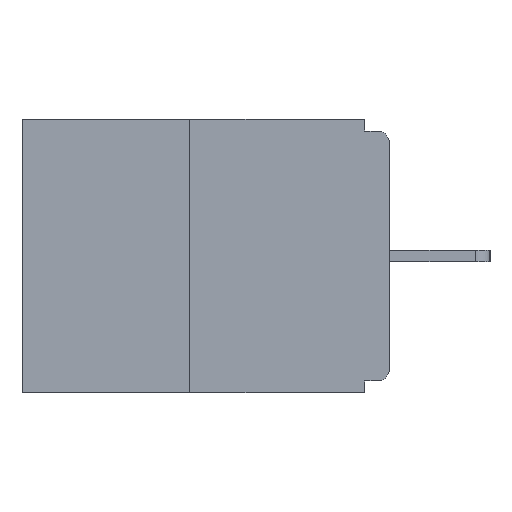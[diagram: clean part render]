
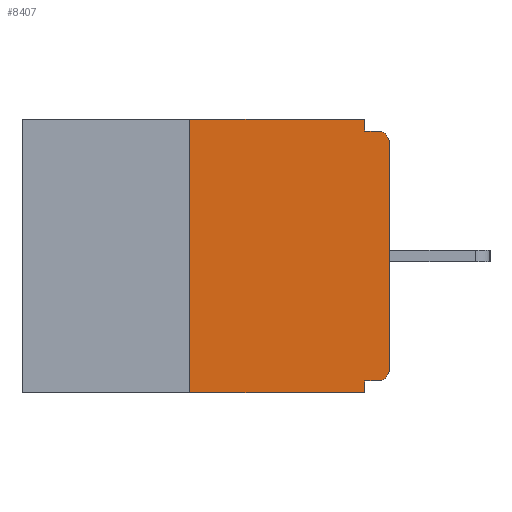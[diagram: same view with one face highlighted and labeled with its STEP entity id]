
A CAD part, left-side view. The second image highlights one B-rep face of the part: STEP entity #8407.
In plain terms, the highlighted planar face has unit normal (-1, 0, 0).
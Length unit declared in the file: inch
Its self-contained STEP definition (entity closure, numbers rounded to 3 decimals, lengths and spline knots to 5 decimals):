
#269 = EDGE_CURVE ( 'NONE', #3630, #13544, #8149, .T. ) ;
#619 = CARTESIAN_POINT ( 'NONE',  ( 0., 0., -0.313 ) ) ;
#1383 = LINE ( 'NONE', #8933, #13388 ) ;
#1847 = DIRECTION ( 'NONE',  ( 0., -1., 0. ) ) ;
#2411 = ORIENTED_EDGE ( 'NONE', *, *, #5615, .F. ) ;
#2520 = CARTESIAN_POINT ( 'NONE',  ( 0., 0., -0.015 ) ) ;
#2736 = EDGE_CURVE ( 'NONE', #16599, #12659, #14075, .T. ) ;
#2880 = DIRECTION ( 'NONE',  ( -1., 0., 0. ) ) ;
#3170 = EDGE_LOOP ( 'NONE', ( #14654, #14828, #15636, #15847, #2411, #3393, #3408, #4385, #6236, #6696 ) ) ;
#3393 = ORIENTED_EDGE ( 'NONE', *, *, #269, .T. ) ;
#3408 = ORIENTED_EDGE ( 'NONE', *, *, #17400, .T. ) ;
#3630 = VERTEX_POINT ( 'NONE', #17559 ) ;
#3863 = DIRECTION ( 'NONE',  ( 0., 0., -1. ) ) ;
#4029 = VERTEX_POINT ( 'NONE', #8667 ) ;
#4155 = CARTESIAN_POINT ( 'NONE',  ( 0., 0.031, -0.343 ) ) ;
#4222 = EDGE_CURVE ( 'NONE', #16599, #6829, #17339, .T. ) ;
#4279 = AXIS2_PLACEMENT_3D ( 'NONE', #8124, #17470, #9501 ) ;
#4385 = ORIENTED_EDGE ( 'NONE', *, *, #8306, .T. ) ;
#4412 = VECTOR ( 'NONE', #12985, 39.37008 ) ;
#4763 = EDGE_CURVE ( 'NONE', #6829, #10090, #11717, .T. ) ;
#4910 = CARTESIAN_POINT ( 'NONE',  ( 0., 0.46, 0. ) ) ;
#5374 = CIRCLE ( 'NONE', #4279, 0.015 ) ;
#5525 = CARTESIAN_POINT ( 'NONE',  ( 0., 0.015, -0.015 ) ) ;
#5527 = CARTESIAN_POINT ( 'NONE',  ( 0., 0.46, -0.343 ) ) ;
#5548 = DIRECTION ( 'NONE',  ( 0., 0., -1. ) ) ;
#5615 = EDGE_CURVE ( 'NONE', #3630, #11200, #1383, .T. ) ;
#5649 = CARTESIAN_POINT ( 'NONE',  ( 0., 0.031, -0.343 ) ) ;
#6236 = ORIENTED_EDGE ( 'NONE', *, *, #10084, .F. ) ;
#6330 = LINE ( 'NONE', #14293, #13146 ) ;
#6436 = VECTOR ( 'NONE', #5548, 39.37008 ) ;
#6696 = ORIENTED_EDGE ( 'NONE', *, *, #12761, .F. ) ;
#6829 = VERTEX_POINT ( 'NONE', #14325 ) ;
#7266 = LINE ( 'NONE', #11061, #14030 ) ;
#7279 = CARTESIAN_POINT ( 'NONE',  ( 0., 0.46, 0. ) ) ;
#7724 = LINE ( 'NONE', #2520, #15330 ) ;
#7765 = VERTEX_POINT ( 'NONE', #5525 ) ;
#8124 = CARTESIAN_POINT ( 'NONE',  ( 0., 0.015, -0.03 ) ) ;
#8149 = CIRCLE ( 'NONE', #16246, 0.015 ) ;
#8306 = EDGE_CURVE ( 'NONE', #4029, #7765, #5374, .T. ) ;
#8407 = ADVANCED_FACE ( 'NONE', ( #17603 ), #14011, .F. ) ;
#8638 = DIRECTION ( 'NONE',  ( 0., 0., -1. ) ) ;
#8667 = CARTESIAN_POINT ( 'NONE',  ( 0., 0., -0.03 ) ) ;
#8933 = CARTESIAN_POINT ( 'NONE',  ( 0., 0., -0.328 ) ) ;
#9409 = VECTOR ( 'NONE', #13315, 39.37008 ) ;
#9453 = CARTESIAN_POINT ( 'NONE',  ( 0., 0.031, -0.328 ) ) ;
#9501 = DIRECTION ( 'NONE',  ( 0., 0., -1. ) ) ;
#9715 = CARTESIAN_POINT ( 'NONE',  ( 0., 0.25, -0.343 ) ) ;
#10084 = EDGE_CURVE ( 'NONE', #12330, #7765, #7724, .T. ) ;
#10090 = VERTEX_POINT ( 'NONE', #10912 ) ;
#10136 = EDGE_CURVE ( 'NONE', #11200, #12659, #17156, .T. ) ;
#10912 = CARTESIAN_POINT ( 'NONE',  ( 0., 0.031, 0. ) ) ;
#11061 = CARTESIAN_POINT ( 'NONE',  ( 0., 0., 0. ) ) ;
#11200 = VERTEX_POINT ( 'NONE', #9453 ) ;
#11717 = LINE ( 'NONE', #4910, #4412 ) ;
#12255 = DIRECTION ( 'NONE',  ( 0., -1., 0. ) ) ;
#12330 = VERTEX_POINT ( 'NONE', #13153 ) ;
#12424 = DIRECTION ( 'NONE',  ( 0., 0., 1. ) ) ;
#12659 = VERTEX_POINT ( 'NONE', #5649 ) ;
#12761 = EDGE_CURVE ( 'NONE', #10090, #12330, #6330, .T. ) ;
#12985 = DIRECTION ( 'NONE',  ( 0., -1., 0. ) ) ;
#13146 = VECTOR ( 'NONE', #15637, 39.37008 ) ;
#13153 = CARTESIAN_POINT ( 'NONE',  ( 0., 0.031, -0.015 ) ) ;
#13282 = CARTESIAN_POINT ( 'NONE',  ( 0., 0.25, 0. ) ) ;
#13315 = DIRECTION ( 'NONE',  ( 0., 0., 1. ) ) ;
#13388 = VECTOR ( 'NONE', #15642, 39.37008 ) ;
#13462 = AXIS2_PLACEMENT_3D ( 'NONE', #7279, #16689, #8638 ) ;
#13544 = VERTEX_POINT ( 'NONE', #619 ) ;
#13670 = VECTOR ( 'NONE', #1847, 39.37008 ) ;
#14011 = PLANE ( 'NONE',  #13462 ) ;
#14030 = VECTOR ( 'NONE', #12424, 39.37008 ) ;
#14075 = LINE ( 'NONE', #5527, #13670 ) ;
#14293 = CARTESIAN_POINT ( 'NONE',  ( 0., 0.031, 0. ) ) ;
#14325 = CARTESIAN_POINT ( 'NONE',  ( 0., 0.25, 0. ) ) ;
#14654 = ORIENTED_EDGE ( 'NONE', *, *, #4763, .F. ) ;
#14828 = ORIENTED_EDGE ( 'NONE', *, *, #4222, .F. ) ;
#15330 = VECTOR ( 'NONE', #12255, 39.37008 ) ;
#15636 = ORIENTED_EDGE ( 'NONE', *, *, #2736, .T. ) ;
#15637 = DIRECTION ( 'NONE',  ( 0., 0., -1. ) ) ;
#15642 = DIRECTION ( 'NONE',  ( 0., 1., 0. ) ) ;
#15847 = ORIENTED_EDGE ( 'NONE', *, *, #10136, .F. ) ;
#16058 = CARTESIAN_POINT ( 'NONE',  ( 0., 0.015, -0.313 ) ) ;
#16246 = AXIS2_PLACEMENT_3D ( 'NONE', #16058, #2880, #3863 ) ;
#16599 = VERTEX_POINT ( 'NONE', #9715 ) ;
#16689 = DIRECTION ( 'NONE',  ( 1., 0., 0. ) ) ;
#17156 = LINE ( 'NONE', #4155, #6436 ) ;
#17339 = LINE ( 'NONE', #13282, #9409 ) ;
#17400 = EDGE_CURVE ( 'NONE', #13544, #4029, #7266, .T. ) ;
#17470 = DIRECTION ( 'NONE',  ( -1., 0., 0. ) ) ;
#17559 = CARTESIAN_POINT ( 'NONE',  ( 0., 0.015, -0.328 ) ) ;
#17603 = FACE_OUTER_BOUND ( 'NONE', #3170, .T. ) ;
